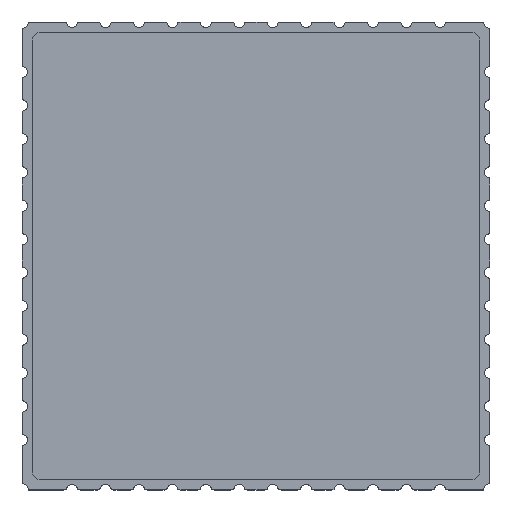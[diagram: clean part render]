
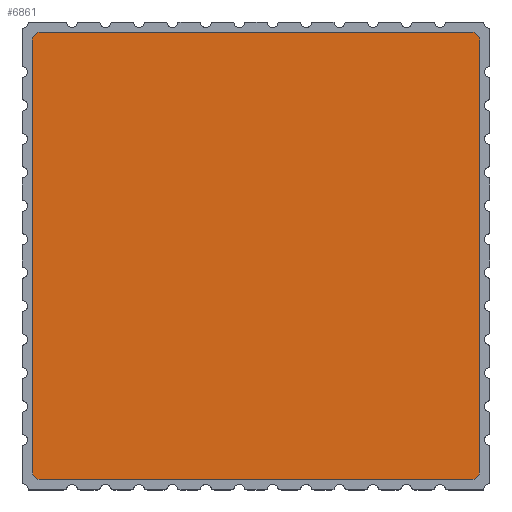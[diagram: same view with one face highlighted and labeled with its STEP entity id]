
A CAD part, top view. The second image highlights one B-rep face of the part: STEP entity #6861.
In plain terms, the highlighted planar face has unit normal (0, 0, 1).
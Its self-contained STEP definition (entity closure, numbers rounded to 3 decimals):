
#261 = EDGE_LOOP ( 'NONE', ( #14923, #4856, #18082, #22326, #14962, #24585, #14470, #7598 ) ) ;
#567 = CARTESIAN_POINT ( 'NONE',  ( -6.8, -6.55, 2.2 ) ) ;
#760 = DIRECTION ( 'NONE',  ( -1., 0., 0. ) ) ;
#841 = DIRECTION ( 'NONE',  ( 0., -1., 0. ) ) ;
#967 = VECTOR ( 'NONE', #19357, 1000. ) ;
#1255 = VERTEX_POINT ( 'NONE', #22495 ) ;
#2242 = DIRECTION ( 'NONE',  ( 0., 0., 1. ) ) ;
#2675 = CARTESIAN_POINT ( 'NONE',  ( -6.55, -6.8, 2.2 ) ) ;
#2928 = LINE ( 'NONE', #11388, #4559 ) ;
#2988 = AXIS2_PLACEMENT_3D ( 'NONE', #21928, #15942, #9477 ) ;
#3519 = EDGE_CURVE ( 'NONE', #21238, #20705, #17329, .T. ) ;
#3833 = CARTESIAN_POINT ( 'NONE',  ( 6.55, 6.8, 2.2 ) ) ;
#4559 = VECTOR ( 'NONE', #841, 1000. ) ;
#4856 = ORIENTED_EDGE ( 'NONE', *, *, #3519, .T. ) ;
#5104 = CARTESIAN_POINT ( 'NONE',  ( 6.8, 6.55, 2.2 ) ) ;
#6811 = VERTEX_POINT ( 'NONE', #567 ) ;
#6861 = ADVANCED_FACE ( 'NONE', ( #25617 ), #23703, .T. ) ;
#7598 = ORIENTED_EDGE ( 'NONE', *, *, #16014, .T. ) ;
#7682 = CARTESIAN_POINT ( 'NONE',  ( -6.8, 6.55, 2.2 ) ) ;
#8511 = EDGE_CURVE ( 'NONE', #6811, #19429, #19885, .T. ) ;
#9477 = DIRECTION ( 'NONE',  ( 1., 0., 0. ) ) ;
#10215 = DIRECTION ( 'NONE',  ( 0., 0., 1. ) ) ;
#10636 = CARTESIAN_POINT ( 'NONE',  ( 6.8, -6.55, 2.2 ) ) ;
#10716 = DIRECTION ( 'NONE',  ( 1., 0., 0. ) ) ;
#10778 = CIRCLE ( 'NONE', #23442, 0.25 ) ;
#10827 = DIRECTION ( 'NONE',  ( 0., 0., 1. ) ) ;
#11388 = CARTESIAN_POINT ( 'NONE',  ( -6.8, 6.55, 2.2 ) ) ;
#12787 = CARTESIAN_POINT ( 'NONE',  ( 6.55, -6.55, 2.2 ) ) ;
#14062 = EDGE_CURVE ( 'NONE', #1255, #25864, #19754, .T. ) ;
#14084 = DIRECTION ( 'NONE',  ( -1., 0., 0. ) ) ;
#14458 = DIRECTION ( 'NONE',  ( 1., 0., 0. ) ) ;
#14470 = ORIENTED_EDGE ( 'NONE', *, *, #8511, .T. ) ;
#14858 = VERTEX_POINT ( 'NONE', #3833 ) ;
#14923 = ORIENTED_EDGE ( 'NONE', *, *, #21527, .T. ) ;
#14962 = ORIENTED_EDGE ( 'NONE', *, *, #14062, .T. ) ;
#15942 = DIRECTION ( 'NONE',  ( 0., 0., 1. ) ) ;
#16014 = EDGE_CURVE ( 'NONE', #19429, #19914, #23454, .T. ) ;
#16170 = EDGE_CURVE ( 'NONE', #25864, #6811, #2928, .T. ) ;
#16389 = CARTESIAN_POINT ( 'NONE',  ( 6.55, 6.55, 2.2 ) ) ;
#16678 = EDGE_CURVE ( 'NONE', #20705, #14858, #10778, .T. ) ;
#17329 = LINE ( 'NONE', #10636, #20872 ) ;
#18082 = ORIENTED_EDGE ( 'NONE', *, *, #16678, .T. ) ;
#18221 = CARTESIAN_POINT ( 'NONE',  ( 6.8, -6.55, 2.2 ) ) ;
#18290 = CARTESIAN_POINT ( 'NONE',  ( -6.55, -6.8, 2.2 ) ) ;
#19015 = AXIS2_PLACEMENT_3D ( 'NONE', #22861, #10827, #24895 ) ;
#19357 = DIRECTION ( 'NONE',  ( 1., 0., 0. ) ) ;
#19383 = EDGE_CURVE ( 'NONE', #14858, #1255, #22381, .T. ) ;
#19429 = VERTEX_POINT ( 'NONE', #18290 ) ;
#19447 = AXIS2_PLACEMENT_3D ( 'NONE', #20393, #24349, #14084 ) ;
#19681 = CARTESIAN_POINT ( 'NONE',  ( -6.55, 6.8, 2.2 ) ) ;
#19754 = CIRCLE ( 'NONE', #2988, 0.25 ) ;
#19885 = CIRCLE ( 'NONE', #19447, 0.25 ) ;
#19914 = VERTEX_POINT ( 'NONE', #26975 ) ;
#20393 = CARTESIAN_POINT ( 'NONE',  ( -6.55, -6.55, 2.2 ) ) ;
#20678 = AXIS2_PLACEMENT_3D ( 'NONE', #12787, #2242, #10716 ) ;
#20705 = VERTEX_POINT ( 'NONE', #5104 ) ;
#20872 = VECTOR ( 'NONE', #23360, 1000. ) ;
#21238 = VERTEX_POINT ( 'NONE', #18221 ) ;
#21527 = EDGE_CURVE ( 'NONE', #19914, #21238, #24688, .T. ) ;
#21928 = CARTESIAN_POINT ( 'NONE',  ( -6.55, 6.55, 2.2 ) ) ;
#22302 = VECTOR ( 'NONE', #760, 1000. ) ;
#22326 = ORIENTED_EDGE ( 'NONE', *, *, #19383, .T. ) ;
#22381 = LINE ( 'NONE', #19681, #22302 ) ;
#22495 = CARTESIAN_POINT ( 'NONE',  ( -6.55, 6.8, 2.2 ) ) ;
#22861 = CARTESIAN_POINT ( 'NONE',  ( 6.55, -6.55, 2.2 ) ) ;
#23360 = DIRECTION ( 'NONE',  ( 0., 1., 0. ) ) ;
#23442 = AXIS2_PLACEMENT_3D ( 'NONE', #16389, #10215, #14458 ) ;
#23454 = LINE ( 'NONE', #2675, #967 ) ;
#23703 = PLANE ( 'NONE',  #20678 ) ;
#24349 = DIRECTION ( 'NONE',  ( 0., 0., 1. ) ) ;
#24585 = ORIENTED_EDGE ( 'NONE', *, *, #16170, .T. ) ;
#24688 = CIRCLE ( 'NONE', #19015, 0.25 ) ;
#24895 = DIRECTION ( 'NONE',  ( 1., 0., 0. ) ) ;
#25617 = FACE_OUTER_BOUND ( 'NONE', #261, .T. ) ;
#25864 = VERTEX_POINT ( 'NONE', #7682 ) ;
#26975 = CARTESIAN_POINT ( 'NONE',  ( 6.55, -6.8, 2.2 ) ) ;
